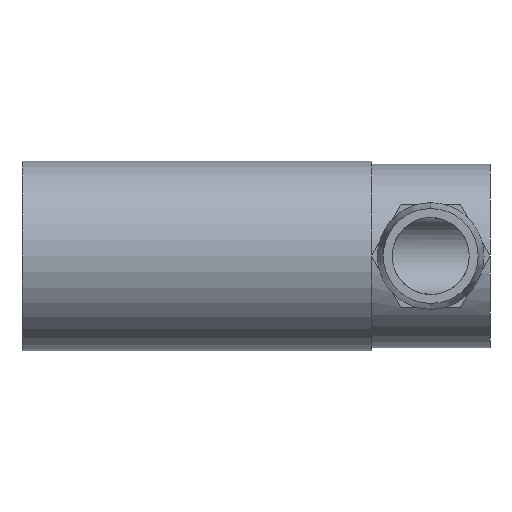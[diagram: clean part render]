
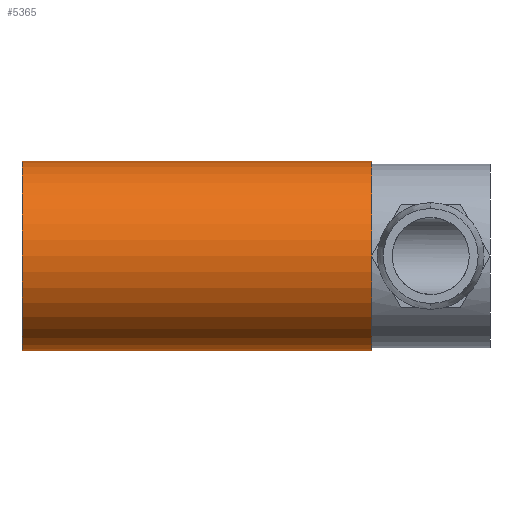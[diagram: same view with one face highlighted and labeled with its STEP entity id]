
A CAD part, front view. The second image highlights one B-rep face of the part: STEP entity #5365.
In plain terms, the highlighted cylindrical face has radius 16 mm (diameter 32 mm), a partial arc.
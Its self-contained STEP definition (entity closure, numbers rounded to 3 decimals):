
#278 = DIRECTION ( 'NONE',  ( 0., 0., 1. ) ) ;
#288 = DIRECTION ( 'NONE',  ( -1., 0., 0. ) ) ;
#323 = CARTESIAN_POINT ( 'NONE',  ( 0., 0., 16. ) ) ;
#345 = CARTESIAN_POINT ( 'NONE',  ( 0., 0., 0. ) ) ;
#698 = DIRECTION ( 'NONE',  ( -1., 0., 0. ) ) ;
#831 = DIRECTION ( 'NONE',  ( -1., 0., 0. ) ) ;
#842 = ORIENTED_EDGE ( 'NONE', *, *, #991, .T. ) ;
#991 = EDGE_CURVE ( 'NONE', #5303, #7762, #1958, .T. ) ;
#1105 = CARTESIAN_POINT ( 'NONE',  ( 0., 0., -16. ) ) ;
#1665 = EDGE_CURVE ( 'NONE', #5303, #2449, #4981, .T. ) ;
#1958 = CIRCLE ( 'NONE', #7410, 16. ) ;
#2147 = ORIENTED_EDGE ( 'NONE', *, *, #7547, .F. ) ;
#2259 = DIRECTION ( 'NONE',  ( 0., 0., 1. ) ) ;
#2449 = VERTEX_POINT ( 'NONE', #3903 ) ;
#2808 = CARTESIAN_POINT ( 'NONE',  ( 59., 0., 16. ) ) ;
#2813 = AXIS2_PLACEMENT_3D ( 'NONE', #345, #4859, #2259 ) ;
#2869 = FACE_OUTER_BOUND ( 'NONE', #6970, .T. ) ;
#3185 = VECTOR ( 'NONE', #5666, 1000. ) ;
#3204 = AXIS2_PLACEMENT_3D ( 'NONE', #6661, #831, #278 ) ;
#3756 = CIRCLE ( 'NONE', #2813, 16. ) ;
#3903 = CARTESIAN_POINT ( 'NONE',  ( 0., 0., -16. ) ) ;
#4515 = CARTESIAN_POINT ( 'NONE',  ( 0., 0., 16. ) ) ;
#4793 = CARTESIAN_POINT ( 'NONE',  ( 59., 0., 0. ) ) ;
#4859 = DIRECTION ( 'NONE',  ( -1., 0., 0. ) ) ;
#4948 = ORIENTED_EDGE ( 'NONE', *, *, #1665, .F. ) ;
#4981 = LINE ( 'NONE', #1105, #3185 ) ;
#5110 = VECTOR ( 'NONE', #698, 1000. ) ;
#5303 = VERTEX_POINT ( 'NONE', #6743 ) ;
#5365 = ADVANCED_FACE ( 'NONE', ( #2869 ), #5386, .T. ) ;
#5386 = CYLINDRICAL_SURFACE ( 'NONE', #3204, 16. ) ;
#5666 = DIRECTION ( 'NONE',  ( -1., 0., 0. ) ) ;
#5981 = VERTEX_POINT ( 'NONE', #323 ) ;
#6158 = DIRECTION ( 'NONE',  ( 0., 0., 1. ) ) ;
#6302 = EDGE_CURVE ( 'NONE', #7762, #5981, #8417, .T. ) ;
#6661 = CARTESIAN_POINT ( 'NONE',  ( 0., 0., 0. ) ) ;
#6743 = CARTESIAN_POINT ( 'NONE',  ( 59., 0., -16. ) ) ;
#6911 = ORIENTED_EDGE ( 'NONE', *, *, #6302, .T. ) ;
#6970 = EDGE_LOOP ( 'NONE', ( #4948, #842, #6911, #2147 ) ) ;
#7410 = AXIS2_PLACEMENT_3D ( 'NONE', #4793, #288, #6158 ) ;
#7547 = EDGE_CURVE ( 'NONE', #2449, #5981, #3756, .T. ) ;
#7762 = VERTEX_POINT ( 'NONE', #2808 ) ;
#8417 = LINE ( 'NONE', #4515, #5110 ) ;
